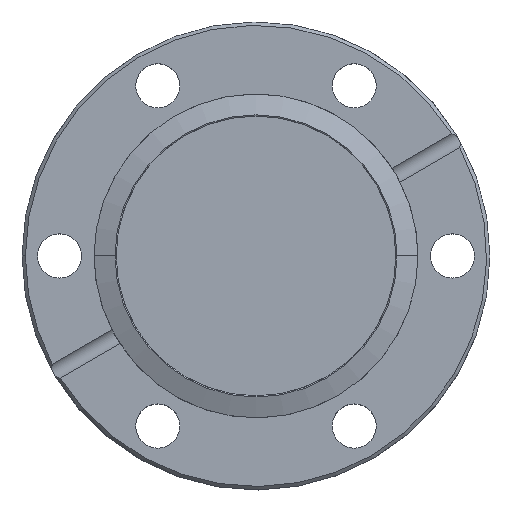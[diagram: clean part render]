
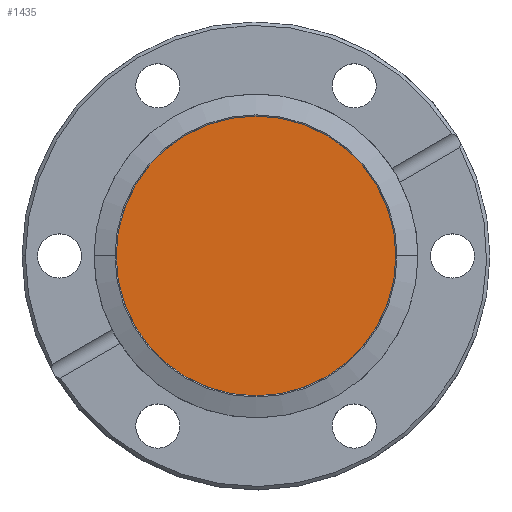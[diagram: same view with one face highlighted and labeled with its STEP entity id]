
A CAD part, top view. The second image highlights one B-rep face of the part: STEP entity #1435.
In plain terms, the highlighted planar face has unit normal (0, 0, 1).
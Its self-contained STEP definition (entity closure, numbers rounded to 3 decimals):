
#290 = EDGE_LOOP ( 'NONE', ( #1186, #1182 ) ) ;
#317 = CARTESIAN_POINT ( 'NONE',  ( 20.898, 0., -1.2 ) ) ;
#341 = AXIS2_PLACEMENT_3D ( 'NONE', #1194, #385, #1328 ) ;
#385 = DIRECTION ( 'NONE',  ( 0., 0., 1. ) ) ;
#424 = AXIS2_PLACEMENT_3D ( 'NONE', #1195, #1451, #653 ) ;
#562 = VERTEX_POINT ( 'NONE', #317 ) ;
#633 = DIRECTION ( 'NONE',  ( 1., 0., 0. ) ) ;
#653 = DIRECTION ( 'NONE',  ( 1., 0., 0. ) ) ;
#731 = VERTEX_POINT ( 'NONE', #1365 ) ;
#762 = FACE_OUTER_BOUND ( 'NONE', #290, .T. ) ;
#804 = CIRCLE ( 'NONE', #1099, 20.898 ) ;
#952 = EDGE_CURVE ( 'NONE', #731, #562, #804, .T. ) ;
#1075 = EDGE_CURVE ( 'NONE', #562, #731, #1570, .T. ) ;
#1099 = AXIS2_PLACEMENT_3D ( 'NONE', #1155, #1530, #633 ) ;
#1155 = CARTESIAN_POINT ( 'NONE',  ( 0., 0., -1.2 ) ) ;
#1182 = ORIENTED_EDGE ( 'NONE', *, *, #952, .T. ) ;
#1186 = ORIENTED_EDGE ( 'NONE', *, *, #1075, .T. ) ;
#1194 = CARTESIAN_POINT ( 'NONE',  ( 0., 0., -1.2 ) ) ;
#1195 = CARTESIAN_POINT ( 'NONE',  ( 0., 0., -1.2 ) ) ;
#1328 = DIRECTION ( 'NONE',  ( 1., 0., 0. ) ) ;
#1365 = CARTESIAN_POINT ( 'NONE',  ( -20.898, 0., -1.2 ) ) ;
#1435 = ADVANCED_FACE ( 'NONE', ( #762 ), #1695, .T. ) ;
#1451 = DIRECTION ( 'NONE',  ( 0., 0., 1. ) ) ;
#1530 = DIRECTION ( 'NONE',  ( 0., 0., 1. ) ) ;
#1570 = CIRCLE ( 'NONE', #341, 20.898 ) ;
#1695 = PLANE ( 'NONE',  #424 ) ;
